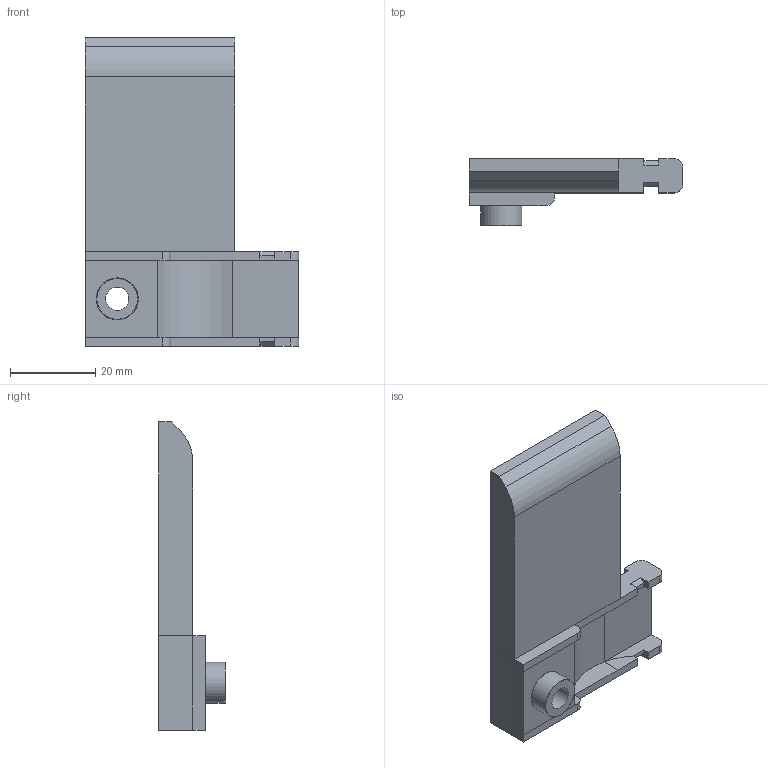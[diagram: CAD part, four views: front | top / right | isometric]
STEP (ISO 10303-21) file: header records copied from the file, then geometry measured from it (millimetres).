
FILE_DESCRIPTION(('FreeCAD Model'),'2;1');
FILE_NAME('Open CASCADE Shape Model','2021-04-23T14:27:31',('Author'),( ''),'Open CASCADE STEP processor 7.5','FreeCAD','Unknown');
FILE_SCHEMA(('AUTOMOTIVE_DESIGN { 1 0 10303 214 1 1 1 1 }'));
Length unit declared in the file: millimetre
Products named in the file (1): Fillet001
Bounding box: 50 x 15.65 x 72.15 mm (x, y, z)
Volume: 20898.9 mm3; surface area: 8338.6 mm2
Topology: 1 solids, 1 shells, 59 faces, 160 edges, 106 vertices
Faces by surface type: plane 46, cylinder 10, torus 2, cone 1
Full cylindrical faces by diameter (mm): 5.4 x1, 8.9 x1, 9.65 x1
Entity records: 3920 total; most frequent: CARTESIAN_POINT 804, DIRECTION 540, LINE 352, VECTOR 352, ORIENTED_EDGE 320, PCURVE 320, DEFINITIONAL_REPRESENTATION 320, EDGE_CURVE 160
